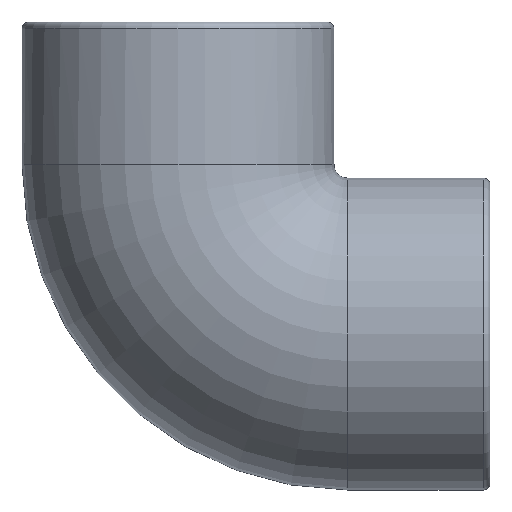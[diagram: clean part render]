
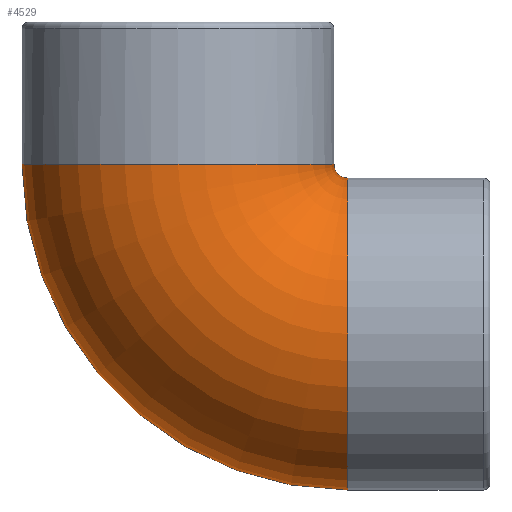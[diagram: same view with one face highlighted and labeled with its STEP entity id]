
A CAD part, left-side view. The second image highlights one B-rep face of the part: STEP entity #4529.
In plain terms, the highlighted toroidal (fillet/blend) face has major radius 25 mm and minor radius 23 mm.
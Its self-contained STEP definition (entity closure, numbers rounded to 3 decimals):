
#918 = DIRECTION ( 'NONE',  ( -1., 0., 0. ) ) ;
#967 = CARTESIAN_POINT ( 'NONE',  ( 0., 21., 0. ) ) ;
#2344 = CARTESIAN_POINT ( 'NONE',  ( 0., 21., -23. ) ) ;
#2347 = VERTEX_POINT ( 'NONE', #11607 ) ;
#2759 = CIRCLE ( 'NONE', #9269, 2. ) ;
#3091 = VERTEX_POINT ( 'NONE', #2344 ) ;
#3400 = CARTESIAN_POINT ( 'NONE',  ( 0., 23., 25. ) ) ;
#3590 = EDGE_CURVE ( 'NONE', #13499, #4620, #2759, .T. ) ;
#4529 = ADVANCED_FACE ( 'NONE', ( #12248 ), #13743, .T. ) ;
#4620 = VERTEX_POINT ( 'NONE', #5882 ) ;
#4659 = CIRCLE ( 'NONE', #13434, 48. ) ;
#4946 = EDGE_CURVE ( 'NONE', #2347, #13499, #8721, .T. ) ;
#5078 = DIRECTION ( 'NONE',  ( 0., 0., 1. ) ) ;
#5882 = CARTESIAN_POINT ( 'NONE',  ( 0., 21., 23. ) ) ;
#6058 = CARTESIAN_POINT ( 'NONE',  ( 0., 46., 25. ) ) ;
#6204 = CARTESIAN_POINT ( 'NONE',  ( 0., 21., 25. ) ) ;
#6590 = DIRECTION ( 'NONE',  ( 0., 0., 1. ) ) ;
#6970 = CIRCLE ( 'NONE', #9671, 23. ) ;
#7371 = DIRECTION ( 'NONE',  ( 0., 0., 1. ) ) ;
#8664 = ORIENTED_EDGE ( 'NONE', *, *, #3590, .F. ) ;
#8721 = CIRCLE ( 'NONE', #10191, 23. ) ;
#9269 = AXIS2_PLACEMENT_3D ( 'NONE', #9877, #10945, #6590 ) ;
#9669 = EDGE_CURVE ( 'NONE', #2347, #3091, #4659, .T. ) ;
#9671 = AXIS2_PLACEMENT_3D ( 'NONE', #967, #10599, #7371 ) ;
#9877 = CARTESIAN_POINT ( 'NONE',  ( 0., 21., 25. ) ) ;
#10191 = AXIS2_PLACEMENT_3D ( 'NONE', #6058, #5078, #12510 ) ;
#10599 = DIRECTION ( 'NONE',  ( 0., 1., 0. ) ) ;
#10825 = CARTESIAN_POINT ( 'NONE',  ( 0., 21., 25. ) ) ;
#10924 = DIRECTION ( 'NONE',  ( -1., 0., 0. ) ) ;
#10945 = DIRECTION ( 'NONE',  ( -1., 0., 0. ) ) ;
#11402 = EDGE_CURVE ( 'NONE', #3091, #4620, #6970, .T. ) ;
#11526 = DIRECTION ( 'NONE',  ( 0., 0., 1. ) ) ;
#11605 = ORIENTED_EDGE ( 'NONE', *, *, #4946, .F. ) ;
#11607 = CARTESIAN_POINT ( 'NONE',  ( 0., 69., 25. ) ) ;
#11887 = ORIENTED_EDGE ( 'NONE', *, *, #11402, .T. ) ;
#11953 = DIRECTION ( 'NONE',  ( 0., 0., 1. ) ) ;
#12248 = FACE_OUTER_BOUND ( 'NONE', #12444, .T. ) ;
#12444 = EDGE_LOOP ( 'NONE', ( #11605, #13538, #11887, #8664 ) ) ;
#12510 = DIRECTION ( 'NONE',  ( 0., -1., 0. ) ) ;
#13434 = AXIS2_PLACEMENT_3D ( 'NONE', #6204, #918, #11526 ) ;
#13499 = VERTEX_POINT ( 'NONE', #3400 ) ;
#13538 = ORIENTED_EDGE ( 'NONE', *, *, #9669, .T. ) ;
#13568 = AXIS2_PLACEMENT_3D ( 'NONE', #10825, #10924, #11953 ) ;
#13743 = TOROIDAL_SURFACE ( 'NONE', #13568, 25., 23. ) ;
